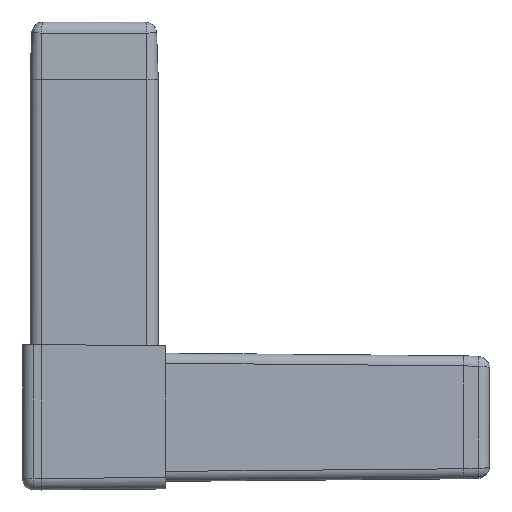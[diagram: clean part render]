
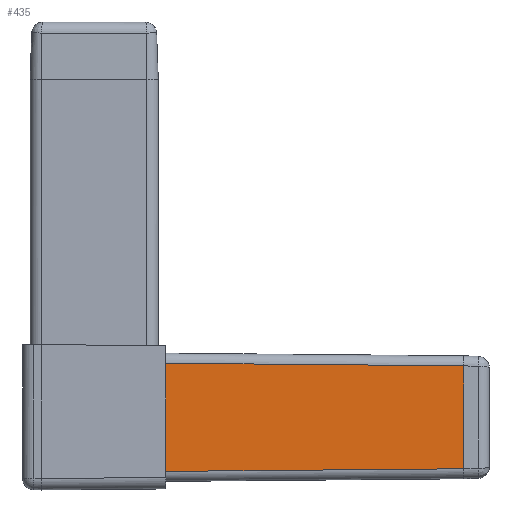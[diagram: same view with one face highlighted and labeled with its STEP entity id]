
A CAD part, left-side view. The second image highlights one B-rep face of the part: STEP entity #435.
In plain terms, the highlighted planar face has unit normal (-1, -0.009, 0).
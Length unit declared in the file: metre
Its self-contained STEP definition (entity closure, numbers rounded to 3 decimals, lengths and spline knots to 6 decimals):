
#435=ADVANCED_FACE('',(#873),#874,.T.);
#873=FACE_OUTER_BOUND('',#3523,.T.);
#874=PLANE('',#3524);
#3523=EDGE_LOOP('',(#4692,#4693,#4694,#4695));
#3524=AXIS2_PLACEMENT_3D('',#4696,#4697,#4698);
#4692=ORIENTED_EDGE('',*,*,#5031,.T.);
#4693=ORIENTED_EDGE('',*,*,#5136,.T.);
#4694=ORIENTED_EDGE('',*,*,#5000,.F.);
#4695=ORIENTED_EDGE('',*,*,#5003,.T.);
#4696=CARTESIAN_POINT('',(-0.011367,0.0,0.011367));
#4697=DIRECTION('',(-1.,-0.009,0.));
#4698=DIRECTION('',(-0.009,1.,0.0));
#5000=EDGE_CURVE('',#5618,#5620,#5621,.T.);
#5003=EDGE_CURVE('',#5618,#5624,#5625,.T.);
#5031=EDGE_CURVE('',#5624,#5658,#5660,.T.);
#5136=EDGE_CURVE('',#5658,#5620,#5783,.T.);
#5618=VERTEX_POINT('',#6957);
#5620=VERTEX_POINT('',#6959);
#5621=LINE('',#6960,#6961);
#5624=VERTEX_POINT('',#6964);
#5625=LINE('',#6965,#6966);
#5658=VERTEX_POINT('',#7044);
#5660=LINE('',#7056,#7057);
#5783=LINE('',#7365,#7366);
#6957=CARTESIAN_POINT('',(-0.010905,-0.052829,0.009128));
#6959=CARTESIAN_POINT('',(-0.010905,-0.052829,-0.009128));
#6960=CARTESIAN_POINT('',(-0.010905,-0.052829,0.011101));
#6961=VECTOR('',#7715,1.0);
#6964=CARTESIAN_POINT('',(-0.011367,0.0,0.009589));
#6965=CARTESIAN_POINT('',(-0.011367,0.000016,0.009589));
#6966=VECTOR('',#7719,1.0);
#7044=CARTESIAN_POINT('',(-0.011367,0.0,-0.009589));
#7056=CARTESIAN_POINT('',(-0.011367,0.0,0.011367));
#7057=VECTOR('',#7747,1.0);
#7365=CARTESIAN_POINT('',(-0.011365,-0.000183,-0.009587));
#7366=VECTOR('',#7831,1.0);
#7715=DIRECTION('',(0.,0.,-1.0));
#7719=DIRECTION('',(-0.009,1.,0.009));
#7747=DIRECTION('',(0.,0.0,-1.0));
#7831=DIRECTION('',(0.009,-1.,0.009));
